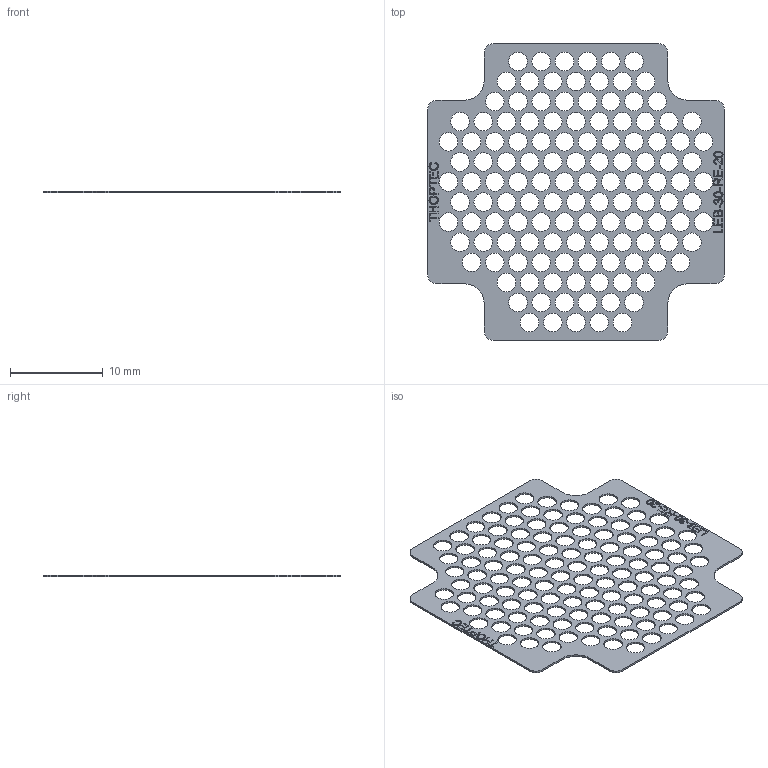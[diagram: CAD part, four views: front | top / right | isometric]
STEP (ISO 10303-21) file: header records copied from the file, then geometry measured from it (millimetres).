
FILE_DESCRIPTION (( 'STEP AP214' ), '1' );
FILE_NAME ('LEB-30-RE-20.STEP', '2013-05-16T08:53:34', ( '' ), ( '' ), 'SwSTEP 2.0', 'SolidWorks 2013', '' );
FILE_SCHEMA (( 'AUTOMOTIVE_DESIGN' ));
Length unit declared in the file: millimetre
Products named in the file (1): LEB-30-RE-20
Bounding box: 32 x 32 x 0.2 mm (x, y, z)
Volume: 94.3 mm3; surface area: 1131 mm2
Topology: 1 solids, 1 shells, 476 faces, 1344 edges, 896 vertices
Faces by surface type: bspline 176, plane 159, cylinder 141
Full cylindrical faces by diameter (mm): 2 x129
Entity records: 16311 total; most frequent: CARTESIAN_POINT 4876, ORIENTED_EDGE 2430, DIRECTION 1747, EDGE_CURVE 1215, VERTEX_POINT 896, EDGE_LOOP 889, FACE_OUTER_BOUND 605, AXIS2_PLACEMENT_3D 583
